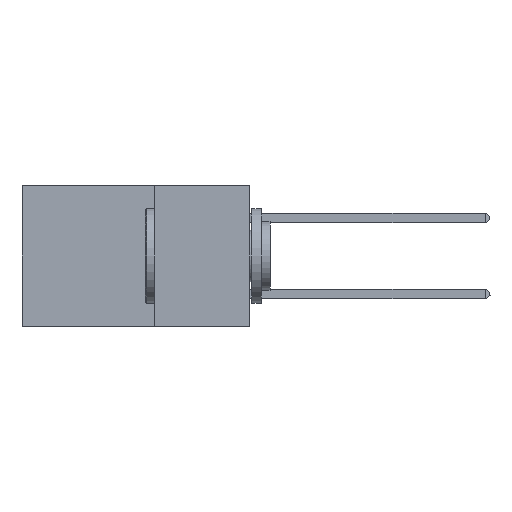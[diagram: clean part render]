
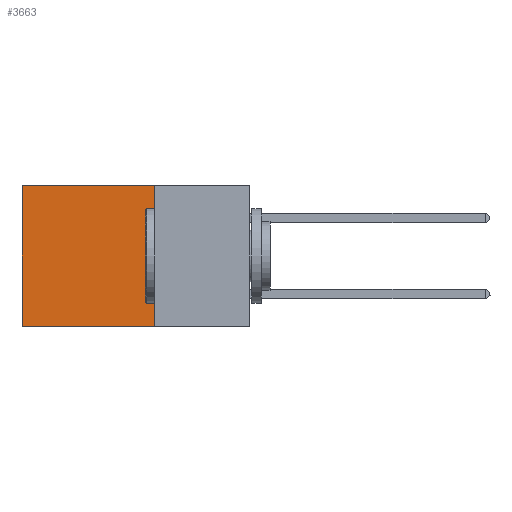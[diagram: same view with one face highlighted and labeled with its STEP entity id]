
A CAD part, left-side view. The second image highlights one B-rep face of the part: STEP entity #3663.
In plain terms, the highlighted planar face has unit normal (-1, 0, 0).
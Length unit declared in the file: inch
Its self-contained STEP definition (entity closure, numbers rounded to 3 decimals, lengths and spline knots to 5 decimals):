
#46 = EDGE_LOOP ( 'NONE', ( #9312, #4916, #2675, #8551 ) ) ;
#352 = CARTESIAN_POINT ( 'NONE',  ( 0.2875, 0.25, 0. ) ) ;
#747 = EDGE_CURVE ( 'NONE', #6807, #3983, #8036, .T. ) ;
#777 = VERTEX_POINT ( 'NONE', #4063 ) ;
#899 = CARTESIAN_POINT ( 'NONE',  ( 0.2875, 0.25, 0. ) ) ;
#1242 = DIRECTION ( 'NONE',  ( 0., 0., -1. ) ) ;
#1364 = DIRECTION ( 'NONE',  ( 0., 0., -1. ) ) ;
#1490 = CARTESIAN_POINT ( 'NONE',  ( 0.2875, 0.6, 0. ) ) ;
#1680 = EDGE_CURVE ( 'NONE', #777, #10263, #11730, .T. ) ;
#1835 = DIRECTION ( 'NONE',  ( 0., 1., 0. ) ) ;
#2317 = PLANE ( 'NONE',  #5248 ) ;
#2675 = ORIENTED_EDGE ( 'NONE', *, *, #1680, .F. ) ;
#2776 = DIRECTION ( 'NONE',  ( 0., 1., 0. ) ) ;
#2947 = CARTESIAN_POINT ( 'NONE',  ( 0.2875, 0.25, -0.37 ) ) ;
#3010 = LINE ( 'NONE', #11714, #3785 ) ;
#3663 = ADVANCED_FACE ( 'NONE', ( #10293 ), #2317, .F. ) ;
#3785 = VECTOR ( 'NONE', #1835, 39.37008 ) ;
#3977 = LINE ( 'NONE', #2947, #9854 ) ;
#3983 = VERTEX_POINT ( 'NONE', #7669 ) ;
#4063 = CARTESIAN_POINT ( 'NONE',  ( 0.2875, 0.25, 0. ) ) ;
#4916 = ORIENTED_EDGE ( 'NONE', *, *, #9125, .F. ) ;
#5248 = AXIS2_PLACEMENT_3D ( 'NONE', #352, #10473, #1364 ) ;
#5404 = VECTOR ( 'NONE', #1242, 39.37008 ) ;
#6807 = VERTEX_POINT ( 'NONE', #1490 ) ;
#7669 = CARTESIAN_POINT ( 'NONE',  ( 0.2875, 0.6, -0.37 ) ) ;
#7677 = DIRECTION ( 'NONE',  ( 0., 0., -1. ) ) ;
#8036 = LINE ( 'NONE', #9280, #5404 ) ;
#8095 = CARTESIAN_POINT ( 'NONE',  ( 0.2875, 0.25, -0.37 ) ) ;
#8551 = ORIENTED_EDGE ( 'NONE', *, *, #10089, .T. ) ;
#9125 = EDGE_CURVE ( 'NONE', #10263, #3983, #3977, .T. ) ;
#9274 = VECTOR ( 'NONE', #7677, 39.37008 ) ;
#9280 = CARTESIAN_POINT ( 'NONE',  ( 0.2875, 0.6, 0. ) ) ;
#9312 = ORIENTED_EDGE ( 'NONE', *, *, #747, .T. ) ;
#9854 = VECTOR ( 'NONE', #2776, 39.37008 ) ;
#10089 = EDGE_CURVE ( 'NONE', #777, #6807, #3010, .T. ) ;
#10263 = VERTEX_POINT ( 'NONE', #8095 ) ;
#10293 = FACE_OUTER_BOUND ( 'NONE', #46, .T. ) ;
#10473 = DIRECTION ( 'NONE',  ( 1., 0., 0. ) ) ;
#11714 = CARTESIAN_POINT ( 'NONE',  ( 0.2875, 0.25, 0. ) ) ;
#11730 = LINE ( 'NONE', #899, #9274 ) ;
